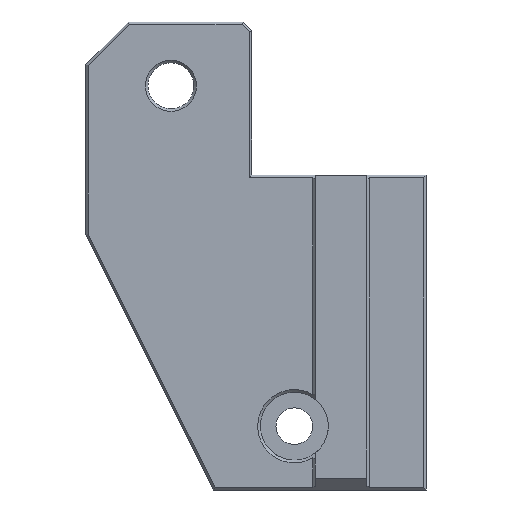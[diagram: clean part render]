
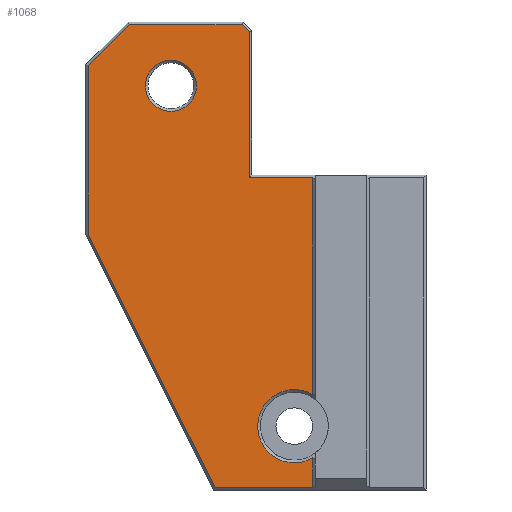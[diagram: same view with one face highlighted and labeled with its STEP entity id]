
A CAD part, front view. The second image highlights one B-rep face of the part: STEP entity #1068.
In plain terms, the highlighted planar face has unit normal (0, -1, 0).
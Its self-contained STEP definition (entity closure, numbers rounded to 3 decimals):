
#25=FACE_BOUND('',#148,.T.);
#38=CIRCLE('',#1154,3.);
#39=CIRCLE('',#1156,4.3);
#84=FACE_OUTER_BOUND('',#147,.T.);
#147=EDGE_LOOP('',(#834,#835,#836,#837,#838,#839,#840,#841,#842,#843,#844));
#148=EDGE_LOOP('',(#845));
#192=LINE('',#1519,#318);
#199=LINE('',#1546,#325);
#261=LINE('',#1701,#387);
#262=LINE('',#1703,#388);
#263=LINE('',#1705,#389);
#264=LINE('',#1707,#390);
#265=LINE('',#1709,#391);
#266=LINE('',#1711,#392);
#267=LINE('',#1713,#393);
#268=LINE('',#1714,#394);
#318=VECTOR('',#1215,10.);
#325=VECTOR('',#1226,10.);
#387=VECTOR('',#1364,10.);
#388=VECTOR('',#1365,10.);
#389=VECTOR('',#1366,10.);
#390=VECTOR('',#1367,10.);
#391=VECTOR('',#1368,10.);
#392=VECTOR('',#1369,10.);
#393=VECTOR('',#1370,10.);
#394=VECTOR('',#1371,10.);
#441=VERTEX_POINT('',#1510);
#444=VERTEX_POINT('',#1517);
#450=VERTEX_POINT('',#1537);
#453=VERTEX_POINT('',#1542);
#501=VERTEX_POINT('',#1696);
#502=VERTEX_POINT('',#1700);
#503=VERTEX_POINT('',#1702);
#504=VERTEX_POINT('',#1704);
#505=VERTEX_POINT('',#1706);
#506=VERTEX_POINT('',#1708);
#507=VERTEX_POINT('',#1710);
#508=VERTEX_POINT('',#1712);
#539=EDGE_CURVE('',#444,#441,#192,.T.);
#549=EDGE_CURVE('',#453,#450,#199,.T.);
#624=EDGE_CURVE('',#501,#501,#38,.T.);
#625=EDGE_CURVE('',#502,#444,#261,.T.);
#626=EDGE_CURVE('',#503,#502,#262,.T.);
#627=EDGE_CURVE('',#504,#503,#263,.T.);
#628=EDGE_CURVE('',#505,#504,#264,.T.);
#629=EDGE_CURVE('',#506,#505,#265,.T.);
#630=EDGE_CURVE('',#507,#506,#266,.T.);
#631=EDGE_CURVE('',#508,#507,#267,.T.);
#632=EDGE_CURVE('',#450,#508,#268,.T.);
#633=EDGE_CURVE('',#441,#453,#39,.T.);
#834=ORIENTED_EDGE('',*,*,#539,.F.);
#835=ORIENTED_EDGE('',*,*,#625,.F.);
#836=ORIENTED_EDGE('',*,*,#626,.F.);
#837=ORIENTED_EDGE('',*,*,#627,.F.);
#838=ORIENTED_EDGE('',*,*,#628,.F.);
#839=ORIENTED_EDGE('',*,*,#629,.F.);
#840=ORIENTED_EDGE('',*,*,#630,.F.);
#841=ORIENTED_EDGE('',*,*,#631,.F.);
#842=ORIENTED_EDGE('',*,*,#632,.F.);
#843=ORIENTED_EDGE('',*,*,#549,.F.);
#844=ORIENTED_EDGE('',*,*,#633,.F.);
#845=ORIENTED_EDGE('',*,*,#624,.F.);
#1010=PLANE('',#1155);
#1068=ADVANCED_FACE('',(#84,#25),#1010,.F.);
#1154=AXIS2_PLACEMENT_3D('',#1698,#1360,#1361);
#1155=AXIS2_PLACEMENT_3D('',#1699,#1362,#1363);
#1156=AXIS2_PLACEMENT_3D('',#1715,#1372,#1373);
#1215=DIRECTION('',(0.,0.,-1.));
#1226=DIRECTION('',(0.,0.,-1.));
#1360=DIRECTION('center_axis',(0.,-1.,0.));
#1361=DIRECTION('ref_axis',(-1.,0.,0.));
#1362=DIRECTION('center_axis',(0.,1.,0.));
#1363=DIRECTION('ref_axis',(-1.,0.,0.));
#1364=DIRECTION('',(1.,0.,0.));
#1365=DIRECTION('',(0.,0.,-1.));
#1366=DIRECTION('',(0.707,0.,-0.707));
#1367=DIRECTION('',(1.,0.,0.));
#1368=DIRECTION('',(0.707,0.,0.707));
#1369=DIRECTION('',(0.,0.,1.));
#1370=DIRECTION('',(-0.447,0.,0.894));
#1371=DIRECTION('',(-1.,0.,0.));
#1372=DIRECTION('center_axis',(0.,-1.,0.));
#1373=DIRECTION('ref_axis',(-1.,0.,0.));
#1510=CARTESIAN_POINT('',(-385.338,350.154,270.538));
#1517=CARTESIAN_POINT('',(-385.338,350.154,296.028));
#1519=CARTESIAN_POINT('',(-385.338,350.154,298.078));
#1537=CARTESIAN_POINT('',(-385.338,350.154,259.628));
#1542=CARTESIAN_POINT('',(-385.338,350.154,263.119));
#1546=CARTESIAN_POINT('',(-385.338,350.154,298.078));
#1696=CARTESIAN_POINT('',(-399.013,350.154,306.828));
#1698=CARTESIAN_POINT('Origin',(-402.013,350.154,306.828));
#1699=CARTESIAN_POINT('Origin',(-392.013,350.154,296.828));
#1700=CARTESIAN_POINT('',(-392.813,350.154,296.028));
#1701=CARTESIAN_POINT('',(-392.263,350.154,296.028));
#1702=CARTESIAN_POINT('',(-392.813,350.154,313.204));
#1703=CARTESIAN_POINT('',(-392.813,350.154,305.578));
#1704=CARTESIAN_POINT('',(-393.638,350.154,314.028));
#1705=CARTESIAN_POINT('',(-388.726,350.154,309.116));
#1706=CARTESIAN_POINT('',(-406.889,350.154,314.028));
#1707=CARTESIAN_POINT('',(-402.013,350.154,314.028));
#1708=CARTESIAN_POINT('',(-411.713,350.154,309.204));
#1709=CARTESIAN_POINT('',(-408.676,350.154,312.241));
#1710=CARTESIAN_POINT('',(-411.713,350.154,289.399));
#1711=CARTESIAN_POINT('',(-411.713,350.154,288.078));
#1712=CARTESIAN_POINT('',(-396.828,350.154,259.628));
#1713=CARTESIAN_POINT('',(-407.495,350.154,280.963));
#1714=CARTESIAN_POINT('',(-382.013,350.154,259.628));
#1715=CARTESIAN_POINT('Origin',(-387.513,350.154,266.828));
